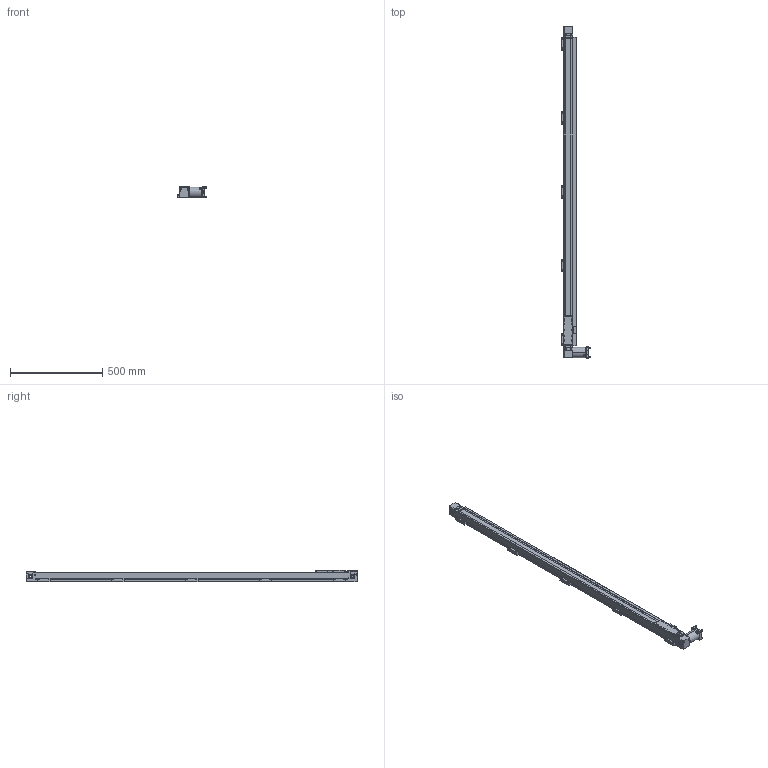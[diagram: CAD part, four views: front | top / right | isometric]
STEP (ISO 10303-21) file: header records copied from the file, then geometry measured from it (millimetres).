
FILE_DESCRIPTION(('CoCreate Modeling STEP Export'),'2;1');
FILE_NAME('Concept_Beta 50-C-ZRS-20AT5-E-110-1500-1790-AK-AZ1-2EO10-1ES10-10BL1-MGK1-GS19.stp','2023-07-11T10:16:05',(''),(''),'CoCreate Modeling STEP processor for AP214 (Solid Model)','CoCreate Modeling 16.50B 13-Apr-2010 (C) Parametric Technology GmbH','');
FILE_SCHEMA(('AUTOMOTIVE_DESIGN { 1 0 10303 214 1 1 1 1 }'));
Length unit declared in the file: millimetre
Products named in the file (50): BL1_10552; BL1-PAAR_10552.3; BETA-BEFESTIGUNGSELEMENTE; EN-SCHALTER; EN-LEISTE; INDUKTIVE-ENDSCHALTER; M4X6_ISO7380-1_10251; EN-SCHALTFAHNE-10407; BETA-ENDSCHALTER; M2-5X8_DIN7500_10270; B050-ABSTREIFER-BUERSTE-B_10575; B050-ABSTREIFER-BUERSTE-BLAU; B050-ABSTREIFER; p1; p2; p3; p4; p5; p6; p7; p8; p9; p10; p11; p12; p13; p14; a1; B050-C-ZRS-SCHLITTEN-150; B050-C-Z-SCHLITTEN; BETA-Z-SCHLITTEN; AW-D12X22-MN_12066; B050-C-ZRS-GRUNDKOERPER-BLAU; B050-C-Z-GRUNDKOERPER; BETA-Z-GRUNDKOERPER; BETA-Z_ASM; B050-C-ZRS-Hub1500.stp; 1430832_550197151249_GS19_12; 1430834_550197151649_GS19_16; 1430837_550191000002_GS19_RED ...
Assembly tree (65 placements, depth 8):
  Concept_Beta-50-C-ZRS-20AT5-E-110-1500-1790-AK-AZ1-2EO10-1ES10-10BL1-MG
K1-GS19
    1443945_asm.stp
      1443945_ASM
        3802313200_MGK1_ASSY
          3802316200_MGK1
          DEI4762_M004X010_12_9  x4
          DEI4762_M005X016_12_9.3  x4
        ROTEX_KTR_GS19_D12_D16
          1430837_550191000002_GS19_RED
          1430834_550197151649_GS19_16
          1430832_550197151249_GS19_12
    B050-C-ZRS-Hub1500.stp
      BETA-Z_ASM
        BETA-Z-GRUNDKOERPER
          B050-C-Z-GRUNDKOERPER
            B050-C-ZRS-GRUNDKOERPER-BLAU
            AW-D12X22-MN_12066
        BETA-Z-SCHLITTEN
          B050-C-Z-SCHLITTEN
            B050-C-ZRS-SCHLITTEN-150
              p1
              a1
                p14
                p13
                p12
                p11
                p10
                p9
                p8
                p7
                p6
                p5
                p4
                p3
                p2
                p1
            B050-ABSTREIFER  x2
              B050-ABSTREIFER-BUERSTE-BLAU
                B050-ABSTREIFER-BUERSTE-B_10575
                M2-5X8_DIN7500_10270  x2
        BETA-ENDSCHALTER
          EN-SCHALTFAHNE-10407
            EN-SCHALTFAHNE-10407
            M4X6_ISO7380-1_10251  x2
          INDUKTIVE-ENDSCHALTER
            EN-LEISTE
            EN-SCHALTER  x3
        BETA-BEFESTIGUNGSELEMENTE
          BL1-PAAR_10552.3  x5
            BL1_10552
Bounding box: 161 x 1795 x 63.5 mm (x, y, z)
Volume: 5180512.2 mm3; surface area: 745152.4 mm2
Topology: 38 solids, 52 shells, 3019 faces, 7998 edges, 5178 vertices
Faces by surface type: plane 1821, cylinder 758, cone 372, torus 56, sphere 12
Entity records: 79068 total; most frequent: CARTESIAN_POINT 13124, ORIENTED_EDGE 12220, DIRECTION 10267, EDGE_CURVE 6131, VECTOR 4609, LINE 4609, VERTEX_POINT 4052, AXIS2_PLACEMENT_3D 2829
